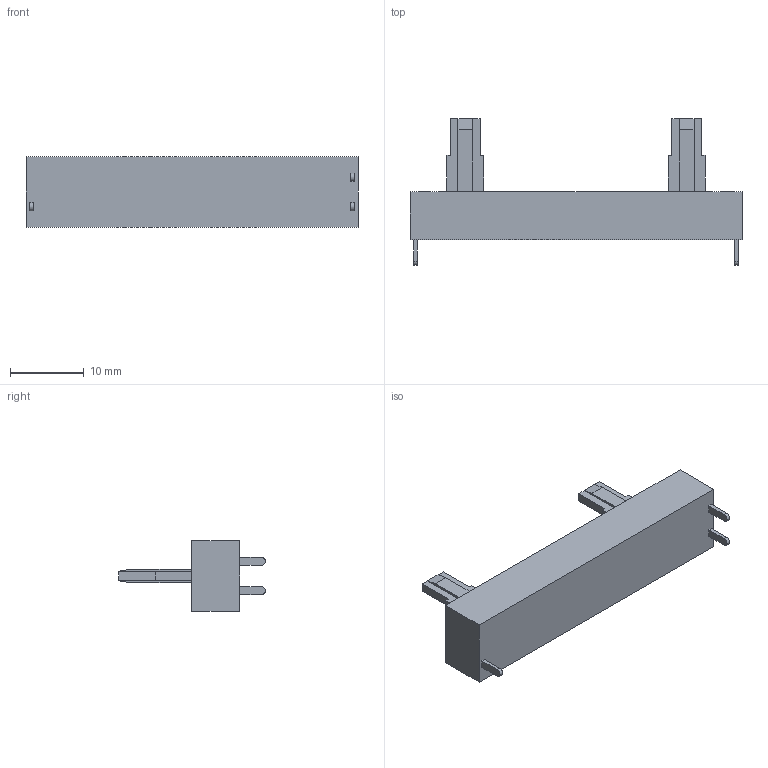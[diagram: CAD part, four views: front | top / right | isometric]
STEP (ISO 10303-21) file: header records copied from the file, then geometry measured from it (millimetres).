
FILE_DESCRIPTION (( 'STEP AP214' ), '1' );
FILE_NAME ('10K C3031 potentiometer.STEP', '2021-05-18T17:37:46', ( '' ), ( '' ), 'SwSTEP 2.0', 'SolidWorks 2016', '' );
FILE_SCHEMA (( 'AUTOMOTIVE_DESIGN' ));
Length unit declared in the file: millimetre
Products named in the file (1): 10K C3031 potentiometer
Bounding box: 45 x 19.9 x 9.5 mm (x, y, z)
Volume: 2896.8 mm3; surface area: 1872.6 mm2
Topology: 1 solids, 1 shells, 72 faces, 188 edges, 122 vertices
Faces by surface type: plane 61, cylinder 7, cone 4
Entity records: 2224 total; most frequent: CARTESIAN_POINT 379, ORIENTED_EDGE 368, DIRECTION 344, EDGE_CURVE 184, VECTOR 170, LINE 170, VERTEX_POINT 122, AXIS2_PLACEMENT_3D 87
